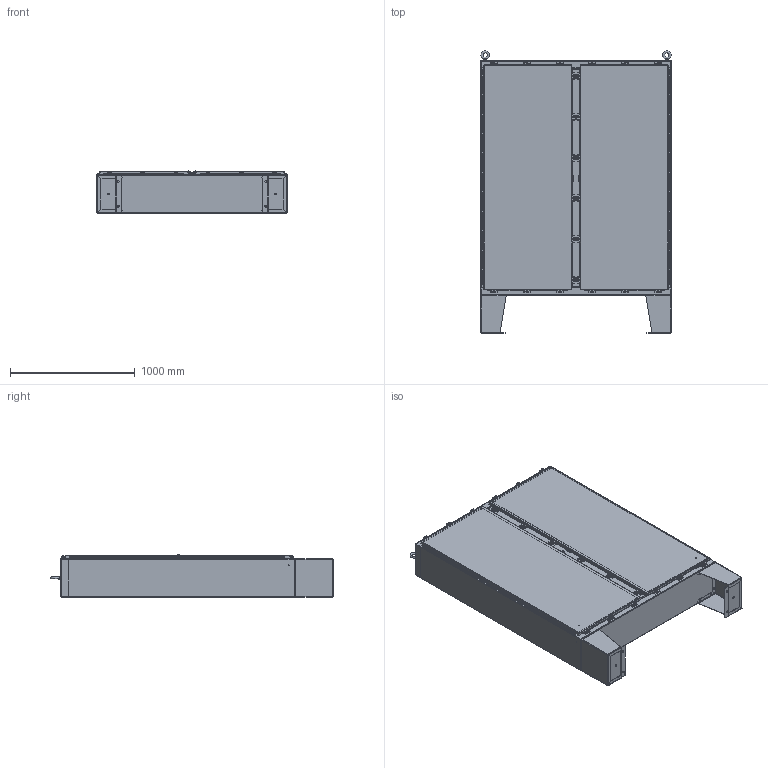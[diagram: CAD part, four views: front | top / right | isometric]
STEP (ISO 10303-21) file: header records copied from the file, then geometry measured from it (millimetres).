
FILE_DESCRIPTION (( 'STEP AP214' ), '1' );
FILE_NAME ('N4D746012.STEP', '2023-05-30T16:22:34', ( '' ), ( '' ), 'SwSTEP 2.0', 'SolidWorks 2021', '' );
FILE_SCHEMA (( 'AUTOMOTIVE_DESIGN' ));
Length unit declared in the file: inch
Products named in the file (1): N4D746012
Bounding box: 1527.17 x 2266.61 x 339.22 mm (x, y, z)
Volume: 24142065.5 mm3; surface area: 19952418.2 mm2
Topology: 155 solids, 155 shells, 4852 faces, 12510 edges, 8156 vertices
Faces by surface type: plane 2518, cylinder 1874, bspline 186, torus 144, cone 130
Full cylindrical faces by diameter (mm): 2.794 x96, 3.048 x2, 3.607 x2, 3.967 x2, 4.978 x8, 5.105 x4, 5.359 x24, 6.35 x28, 7.137 x24, 7.925 x8, 7.937 x6, 7.938 x2, 8.382 x16, 8.56 x4, 8.89 x24, 9.525 x16, 12.7 x26, 13.208 x24, 14.287 x2, 14.288 x16, 15.875 x8, 16.307 x2, 19.05 x22, 20.637 x2, 20.638 x2, 28.448 x2, 31.75 x2
Entity records: 157978 total; most frequent: CARTESIAN_POINT 39659, DIRECTION 24358, ORIENTED_EDGE 23224, EDGE_CURVE 11612, AXIS2_PLACEMENT_3D 8521, VERTEX_POINT 7888, VECTOR 7316, LINE 7316
